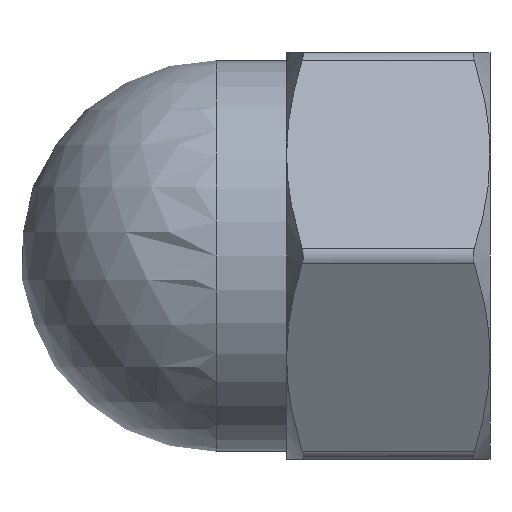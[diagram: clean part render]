
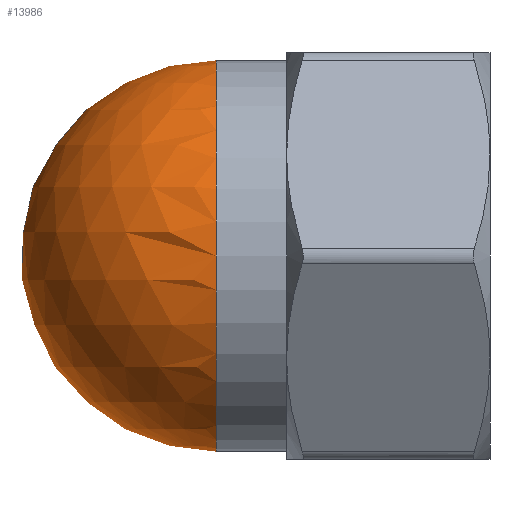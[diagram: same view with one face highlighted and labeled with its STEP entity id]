
A CAD part, left-side view. The second image highlights one B-rep face of the part: STEP entity #13986.
In plain terms, the highlighted spherical face has radius 6.25 mm.
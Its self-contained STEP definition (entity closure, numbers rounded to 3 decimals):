
#1830 = CARTESIAN_POINT ( 'NONE',  ( 0., 8.75, 0. ) ) ;
#2383 = AXIS2_PLACEMENT_3D ( 'NONE', #10223, #12790, #14078 ) ;
#4250 = SPHERICAL_SURFACE ( 'NONE', #2383, 6.25 ) ;
#6658 = VERTEX_POINT ( 'NONE', #10424 ) ;
#10223 = CARTESIAN_POINT ( 'NONE',  ( 0., 8.75, 0. ) ) ;
#10424 = CARTESIAN_POINT ( 'NONE',  ( -6.25, 8.75, 0. ) ) ;
#11013 = FACE_OUTER_BOUND ( 'NONE', #11416, .T. ) ;
#11416 = EDGE_LOOP ( 'NONE', ( #11827 ) ) ;
#11827 = ORIENTED_EDGE ( 'NONE', *, *, #13016, .T. ) ;
#11843 = AXIS2_PLACEMENT_3D ( 'NONE', #1830, #14332, #14501 ) ;
#12633 = CIRCLE ( 'NONE', #11843, 6.25 ) ;
#12790 = DIRECTION ( 'NONE',  ( 0., 0., -1. ) ) ;
#13016 = EDGE_CURVE ( 'NONE', #6658, #6658, #12633, .T. ) ;
#13986 = ADVANCED_FACE ( 'NONE', ( #11013 ), #4250, .T. ) ;
#14078 = DIRECTION ( 'NONE',  ( 1., 0., 0. ) ) ;
#14332 = DIRECTION ( 'NONE',  ( 0., 1., 0. ) ) ;
#14501 = DIRECTION ( 'NONE',  ( -1., 0., 0. ) ) ;
